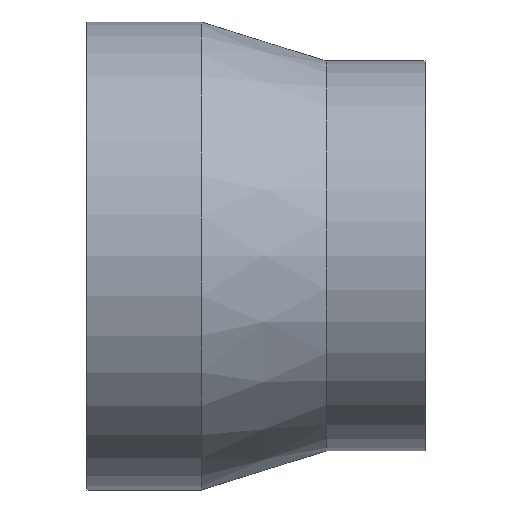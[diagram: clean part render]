
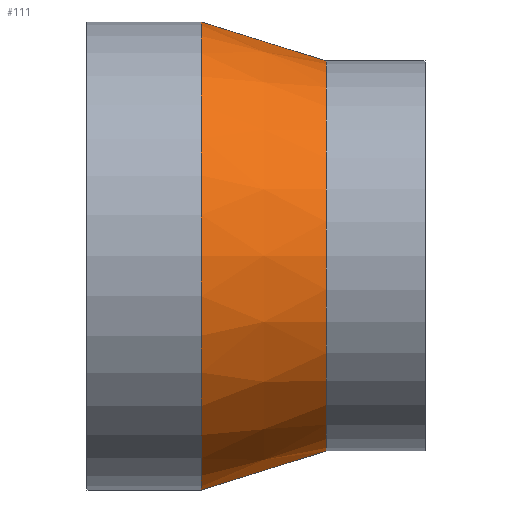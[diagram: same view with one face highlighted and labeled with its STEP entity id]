
A CAD part, top view. The second image highlights one B-rep face of the part: STEP entity #111.
In plain terms, the highlighted conical face has half-angle 17.354 degrees and reference radius 41.25 mm.
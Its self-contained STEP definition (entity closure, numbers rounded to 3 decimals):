
#111 = ADVANCED_FACE( '', ( #250 ), #251, .T. );
#131 = EDGE_CURVE( '', #143, #139, #273, .T. );
#139 = VERTEX_POINT( '', #283 );
#143 = VERTEX_POINT( '', #287 );
#147 = VERTEX_POINT( '', #292 );
#165 = EDGE_CURVE( '', #181, #139, #312, .T. );
#173 = EDGE_CURVE( '', #147, #143, #321, .T. );
#181 = VERTEX_POINT( '', #330 );
#183 = EDGE_CURVE( '', #181, #147, #332, .T. );
#250 = FACE_OUTER_BOUND( '', #396, .T. );
#251 = CONICAL_SURFACE( '', #397, 41.25, 0.303 );
#273 = LINE( '', #426, #427 );
#283 = CARTESIAN_POINT( '', ( 22., 45., 0. ) );
#287 = CARTESIAN_POINT( '', ( 46., 37.5, 0. ) );
#292 = CARTESIAN_POINT( '', ( 46., -37.5, 0. ) );
#312 = CIRCLE( '', #475, 45. );
#321 = CIRCLE( '', #488, 37.5 );
#330 = CARTESIAN_POINT( '', ( 22., -45., 0. ) );
#332 = LINE( '', #502, #503 );
#396 = EDGE_LOOP( '', ( #580, #581, #582, #583 ) );
#397 = AXIS2_PLACEMENT_3D( '', #584, #585, #586 );
#426 = CARTESIAN_POINT( '', ( 34., 41.25, 0. ) );
#427 = VECTOR( '', #611, 1. );
#475 = AXIS2_PLACEMENT_3D( '', #653, #654, #655 );
#488 = AXIS2_PLACEMENT_3D( '', #668, #669, #670 );
#502 = CARTESIAN_POINT( '', ( 34., -41.25, 0. ) );
#503 = VECTOR( '', #685, 1. );
#580 = ORIENTED_EDGE( '', *, *, #131, .T. );
#581 = ORIENTED_EDGE( '', *, *, #165, .F. );
#582 = ORIENTED_EDGE( '', *, *, #183, .T. );
#583 = ORIENTED_EDGE( '', *, *, #173, .T. );
#584 = CARTESIAN_POINT( '', ( 34., 0., 0. ) );
#585 = DIRECTION( '', ( -1., 0., 0. ) );
#586 = DIRECTION( '', ( 0., 1., 0. ) );
#611 = DIRECTION( '', ( -0.954, 0.298, 0. ) );
#653 = CARTESIAN_POINT( '', ( 22., 0., 0. ) );
#654 = DIRECTION( '', ( -1., 0., 0. ) );
#655 = DIRECTION( '', ( 0., 1., 0. ) );
#668 = CARTESIAN_POINT( '', ( 46., 0., 0. ) );
#669 = DIRECTION( '', ( -1., 0., 0. ) );
#670 = DIRECTION( '', ( 0., 1., 0. ) );
#685 = DIRECTION( '', ( 0.954, 0.298, 0. ) );
